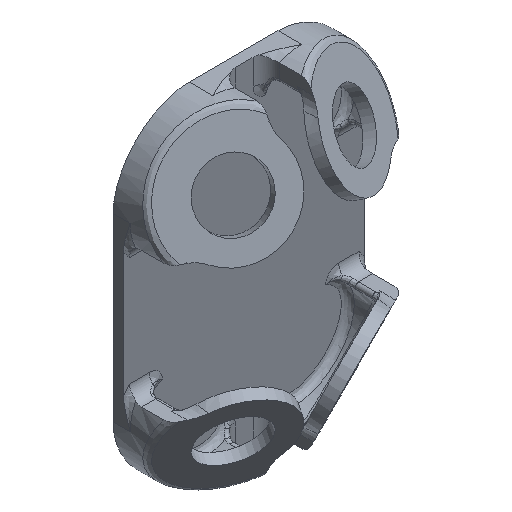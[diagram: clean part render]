
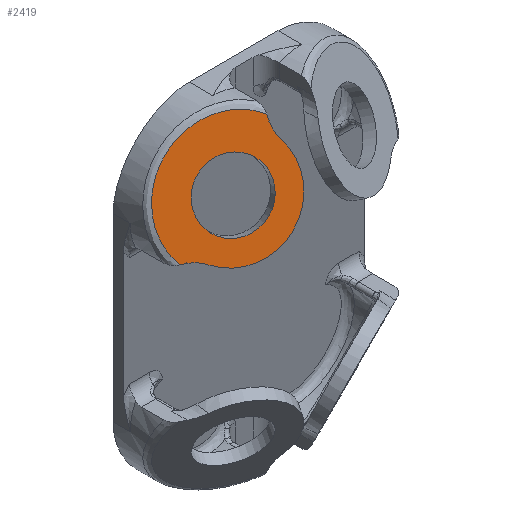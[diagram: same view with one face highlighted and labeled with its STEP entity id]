
A CAD part, isometric view. The second image highlights one B-rep face of the part: STEP entity #2419.
In plain terms, the highlighted planar face has unit normal (-0.406, -0.819, 0.406).
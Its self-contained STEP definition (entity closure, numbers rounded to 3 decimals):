
#48=FACE_BOUND('',#600,.T.);
#120=PLANE('',#2627);
#181=LINE('',#6829,#255);
#186=LINE('',#7509,#260);
#255=VECTOR('',#3021,10.);
#260=VECTOR('',#3070,10.);
#443=FACE_OUTER_BOUND('',#599,.T.);
#599=EDGE_LOOP('',(#2159,#2160,#2161,#2162,#2163,#2164));
#600=EDGE_LOOP('',(#2165));
#751=B_SPLINE_CURVE_WITH_KNOTS('',3,(#7472,#7473,#7474,#7475,#7476,#7477),
 .UNSPECIFIED.,.F.,.F.,(4,2,4),(0.,0.123,0.241),
 .UNSPECIFIED.);
#752=B_SPLINE_CURVE_WITH_KNOTS('',3,(#7497,#7498,#7499,#7500,#7501,#7502),
 .UNSPECIFIED.,.F.,.F.,(4,2,4),(0.,0.118,0.242),
 .UNSPECIFIED.);
#759=B_SPLINE_CURVE_WITH_KNOTS('',3,(#7688,#7689,#7690,#7691,#7692,#7693,
#7694,#7695,#7696),.UNSPECIFIED.,.F.,.F.,(4,1,1,1,1,1,4),(0.465,
0.845,1.225,1.604,2.364,2.744,
3.124),.UNSPECIFIED.);
#854=CIRCLE('',#2628,8.);
#855=CIRCLE('',#2629,4.75);
#1050=VERTEX_POINT('',#6819);
#1051=VERTEX_POINT('',#6828);
#1071=VERTEX_POINT('',#7471);
#1072=VERTEX_POINT('',#7495);
#1073=VERTEX_POINT('',#7496);
#1075=VERTEX_POINT('',#7508);
#1085=VERTEX_POINT('',#7699);
#1392=EDGE_CURVE('',#1050,#1051,#181,.T.);
#1428=EDGE_CURVE('',#1051,#1071,#751,.T.);
#1430=EDGE_CURVE('',#1072,#1073,#752,.T.);
#1434=EDGE_CURVE('',#1073,#1075,#186,.T.);
#1452=EDGE_CURVE('',#1075,#1050,#759,.T.);
#1453=EDGE_CURVE('',#1072,#1071,#854,.T.);
#1454=EDGE_CURVE('',#1085,#1085,#855,.T.);
#2159=ORIENTED_EDGE('',*,*,#1452,.F.);
#2160=ORIENTED_EDGE('',*,*,#1434,.F.);
#2161=ORIENTED_EDGE('',*,*,#1430,.F.);
#2162=ORIENTED_EDGE('',*,*,#1453,.T.);
#2163=ORIENTED_EDGE('',*,*,#1428,.F.);
#2164=ORIENTED_EDGE('',*,*,#1392,.F.);
#2165=ORIENTED_EDGE('',*,*,#1454,.T.);
#2419=ADVANCED_FACE('',(#443,#48),#120,.T.);
#2627=AXIS2_PLACEMENT_3D('',#7697,#3092,#3093);
#2628=AXIS2_PLACEMENT_3D('',#7698,#3094,#3095);
#2629=AXIS2_PLACEMENT_3D('',#7700,#3096,#3097);
#3021=DIRECTION('',(0.,-0.444,-0.896));
#3070=DIRECTION('',(-0.896,0.444,0.));
#3092=DIRECTION('center_axis',(-0.406,-0.819,0.406));
#3093=DIRECTION('ref_axis',(0.707,0.,0.707));
#3094=DIRECTION('center_axis',(-0.406,-0.819,0.406));
#3095=DIRECTION('ref_axis',(0.896,-0.444,0.));
#3096=DIRECTION('center_axis',(0.406,0.819,-0.406));
#3097=DIRECTION('ref_axis',(0.896,-0.444,0.));
#6819=CARTESIAN_POINT('',(-3.37,4.152,23.682));
#6828=CARTESIAN_POINT('',(-3.37,3.736,22.841));
#6829=CARTESIAN_POINT('',(-3.37,3.32,22.));
#7471=CARTESIAN_POINT('',(-2.796,2.482,20.881));
#7472=CARTESIAN_POINT('Ctrl Pts',(-3.37,3.736,22.841));
#7473=CARTESIAN_POINT('Ctrl Pts',(-3.37,3.554,22.473));
#7474=CARTESIAN_POINT('Ctrl Pts',(-3.309,3.347,22.117));
#7475=CARTESIAN_POINT('Ctrl Pts',(-3.105,2.922,21.462));
#7476=CARTESIAN_POINT('Ctrl Pts',(-2.964,2.703,21.161));
#7477=CARTESIAN_POINT('Ctrl Pts',(-2.796,2.482,20.881));
#7495=CARTESIAN_POINT('',(-13.881,2.482,9.796));
#7496=CARTESIAN_POINT('',(-15.841,3.736,10.37));
#7497=CARTESIAN_POINT('Ctrl Pts',(-13.881,2.482,9.796));
#7498=CARTESIAN_POINT('Ctrl Pts',(-14.16,2.703,9.964));
#7499=CARTESIAN_POINT('Ctrl Pts',(-14.461,2.921,10.104));
#7500=CARTESIAN_POINT('Ctrl Pts',(-15.115,3.346,10.309));
#7501=CARTESIAN_POINT('Ctrl Pts',(-15.472,3.553,10.37));
#7502=CARTESIAN_POINT('Ctrl Pts',(-15.841,3.736,10.37));
#7508=CARTESIAN_POINT('',(-16.682,4.152,10.37));
#7509=CARTESIAN_POINT('',(-16.282,3.955,10.37));
#7688=CARTESIAN_POINT('Ctrl Pts',(-16.682,4.152,10.37));
#7689=CARTESIAN_POINT('Ctrl Pts',(-17.28,4.871,11.224));
#7690=CARTESIAN_POINT('Ctrl Pts',(-18.019,6.26,13.289));
#7691=CARTESIAN_POINT('Ctrl Pts',(-17.634,7.816,16.818));
#7692=CARTESIAN_POINT('Ctrl Pts',(-15.366,8.925,21.325));
#7693=CARTESIAN_POINT('Ctrl Pts',(-11.005,8.346,24.516));
#7694=CARTESIAN_POINT('Ctrl Pts',(-6.285,6.256,25.015));
#7695=CARTESIAN_POINT('Ctrl Pts',(-4.224,4.871,24.28));
#7696=CARTESIAN_POINT('Ctrl Pts',(-3.37,4.152,23.682));
#7697=CARTESIAN_POINT('Origin',(-9.266,3.399,16.266));
#7698=CARTESIAN_POINT('Origin',(-9.266,3.399,16.266));
#7699=CARTESIAN_POINT('',(-13.523,5.507,16.266));
#7700=CARTESIAN_POINT('Origin',(-9.266,3.399,16.266));
